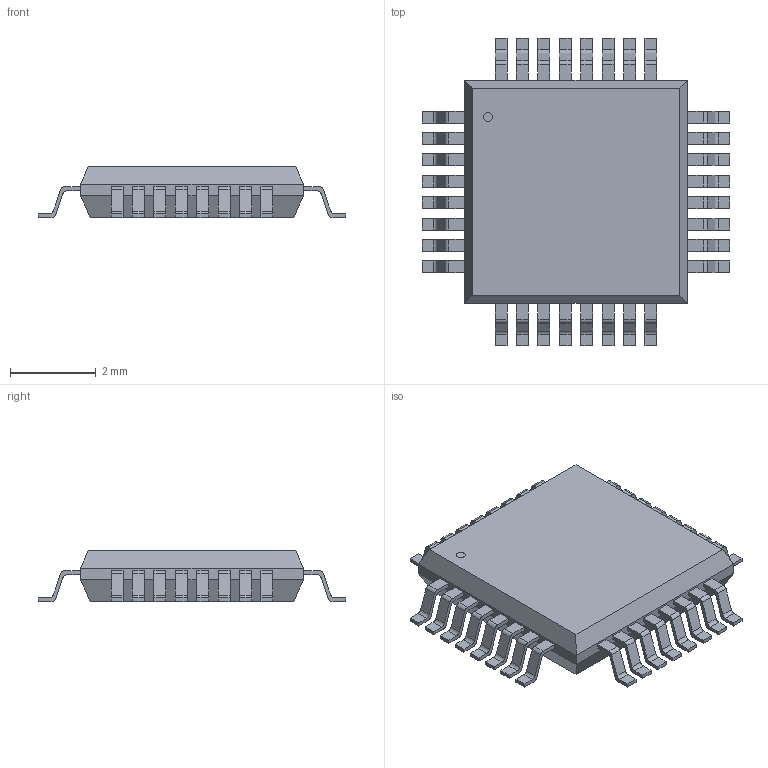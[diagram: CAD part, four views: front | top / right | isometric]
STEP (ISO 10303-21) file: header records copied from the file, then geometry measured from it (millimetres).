
FILE_DESCRIPTION(('STEP AP214'),'1');
FILE_NAME('21-0110B-L','2018-01-21T02:10:07',(''),(''),'','','');
FILE_SCHEMA(('AUTOMOTIVE_DESIGN'));
Length unit declared in the file: millimetre
Products named in the file (1): product
Bounding box: 7.19 x 7.19 x 1.2 mm (x, y, z)
Volume: 1 mm3; surface area: 106.9 mm2
Topology: 31 solids, 47 shells, 465 faces, 1211 edges, 826 vertices
Faces by surface type: plane 336, cylinder 129
Full cylindrical faces by diameter (mm): 0.208 x1
Entity records: 14758 total; most frequent: CARTESIAN_POINT 2535, DIRECTION 2466, ORIENTED_EDGE 2364, EDGE_CURVE 1210, LINE 952, VECTOR 952, VERTEX_POINT 882, AXIS2_PLACEMENT_3D 757
